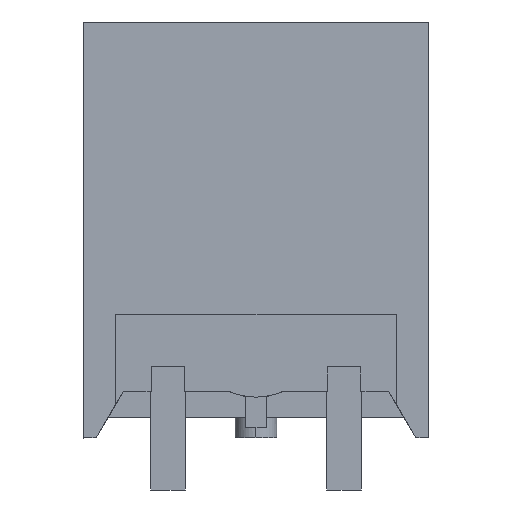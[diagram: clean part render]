
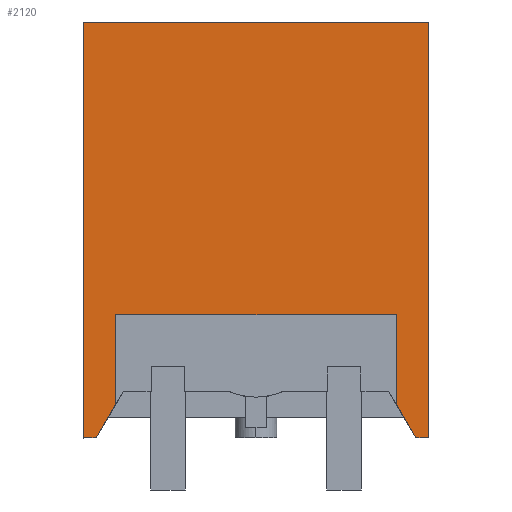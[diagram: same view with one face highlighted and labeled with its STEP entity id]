
A CAD part, front view. The second image highlights one B-rep face of the part: STEP entity #2120.
In plain terms, the highlighted planar face has unit normal (0, -1, 0).
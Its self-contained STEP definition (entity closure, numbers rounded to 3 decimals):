
#2101=AXIS2_PLACEMENT_3D('Plane Axis2P3D',#2098,#2099,#2100) ;
#1269=CARTESIAN_POINT('Vertex',(0.94,0.,2.481)) ;
#1272=CARTESIAN_POINT('Line Origine',(0.657,0.,1.991)) ;
#1276=CARTESIAN_POINT('Vertex',(0.373,0.,1.5)) ;
#1391=CARTESIAN_POINT('Vertex',(9.96,0.,13.5)) ;
#1394=CARTESIAN_POINT('Line Origine',(9.96,0.,7.5)) ;
#1398=CARTESIAN_POINT('Vertex',(9.96,0.,1.5)) ;
#1429=CARTESIAN_POINT('Line Origine',(9.773,0.,1.5)) ;
#1433=CARTESIAN_POINT('Vertex',(9.587,0.,1.5)) ;
#1473=CARTESIAN_POINT('Line Origine',(9.303,0.,1.991)) ;
#1477=CARTESIAN_POINT('Vertex',(9.02,0.,2.481)) ;
#1506=CARTESIAN_POINT('Line Origine',(0.187,0.,1.5)) ;
#1510=CARTESIAN_POINT('Vertex',(0.,0.,1.5)) ;
#1531=CARTESIAN_POINT('Line Origine',(0.,0.,7.5)) ;
#1535=CARTESIAN_POINT('Vertex',(0.,0.,13.5)) ;
#1847=CARTESIAN_POINT('Line Origine',(4.98,0.,5.05)) ;
#1851=CARTESIAN_POINT('Vertex',(9.02,0.,5.05)) ;
#1853=CARTESIAN_POINT('Vertex',(0.94,0.,5.05)) ;
#1879=CARTESIAN_POINT('Line Origine',(0.94,0.,3.766)) ;
#2009=CARTESIAN_POINT('Line Origine',(9.02,0.,3.766)) ;
#2098=CARTESIAN_POINT('Axis2P3D Location',(0.,0.,1.5)) ;
#2103=CARTESIAN_POINT('Line Origine',(4.98,0.,13.5)) ;
#1273=DIRECTION('Vector Direction',(-0.5,0.,-0.866)) ;
#1395=DIRECTION('Vector Direction',(0.,0.,1.)) ;
#1430=DIRECTION('Vector Direction',(1.,0.,0.)) ;
#1474=DIRECTION('Vector Direction',(-0.5,0.,0.866)) ;
#1507=DIRECTION('Vector Direction',(1.,0.,0.)) ;
#1532=DIRECTION('Vector Direction',(0.,0.,1.)) ;
#1848=DIRECTION('Vector Direction',(-1.,0.,0.)) ;
#1880=DIRECTION('Vector Direction',(0.,0.,-1.)) ;
#2010=DIRECTION('Vector Direction',(0.,0.,1.)) ;
#2099=DIRECTION('Axis2P3D Direction',(0.,1.,0.)) ;
#2100=DIRECTION('Axis2P3D XDirection',(0.,0.,-1.)) ;
#2104=DIRECTION('Vector Direction',(1.,0.,0.)) ;
#1274=VECTOR('Line Direction',#1273,1.) ;
#1396=VECTOR('Line Direction',#1395,1.) ;
#1431=VECTOR('Line Direction',#1430,1.) ;
#1475=VECTOR('Line Direction',#1474,1.) ;
#1508=VECTOR('Line Direction',#1507,1.) ;
#1533=VECTOR('Line Direction',#1532,1.) ;
#1849=VECTOR('Line Direction',#1848,1.) ;
#1881=VECTOR('Line Direction',#1880,1.) ;
#2011=VECTOR('Line Direction',#2010,1.) ;
#2105=VECTOR('Line Direction',#2104,1.) ;
#2109=ORIENTED_EDGE('',*,*,#2013,.F.) ;
#2110=ORIENTED_EDGE('',*,*,#1479,.F.) ;
#2111=ORIENTED_EDGE('',*,*,#1435,.T.) ;
#2112=ORIENTED_EDGE('',*,*,#1400,.T.) ;
#2113=ORIENTED_EDGE('',*,*,#2107,.F.) ;
#2114=ORIENTED_EDGE('',*,*,#1537,.F.) ;
#2115=ORIENTED_EDGE('',*,*,#1512,.T.) ;
#2116=ORIENTED_EDGE('',*,*,#1278,.F.) ;
#2117=ORIENTED_EDGE('',*,*,#1883,.F.) ;
#2118=ORIENTED_EDGE('',*,*,#1855,.F.) ;
#2120=ADVANCED_FACE('HOUSING',(#2119),#2102,.F.) ;
#1278=EDGE_CURVE('',#1270,#1277,#1275,.T.) ;
#1400=EDGE_CURVE('',#1399,#1392,#1397,.T.) ;
#1435=EDGE_CURVE('',#1434,#1399,#1432,.T.) ;
#1479=EDGE_CURVE('',#1434,#1478,#1476,.T.) ;
#1512=EDGE_CURVE('',#1511,#1277,#1509,.T.) ;
#1537=EDGE_CURVE('',#1511,#1536,#1534,.T.) ;
#1855=EDGE_CURVE('',#1852,#1854,#1850,.T.) ;
#1883=EDGE_CURVE('',#1854,#1270,#1882,.T.) ;
#2013=EDGE_CURVE('',#1478,#1852,#2012,.T.) ;
#2107=EDGE_CURVE('',#1536,#1392,#2106,.T.) ;
#2108=EDGE_LOOP('',(#2109,#2110,#2111,#2112,#2113,#2114,#2115,#2116,#2117,#2118)) ;
#2119=FACE_OUTER_BOUND('',#2108,.T.) ;
#1275=LINE('Line',#1272,#1274) ;
#1397=LINE('Line',#1394,#1396) ;
#1432=LINE('Line',#1429,#1431) ;
#1476=LINE('Line',#1473,#1475) ;
#1509=LINE('Line',#1506,#1508) ;
#1534=LINE('Line',#1531,#1533) ;
#1850=LINE('Line',#1847,#1849) ;
#1882=LINE('Line',#1879,#1881) ;
#2012=LINE('Line',#2009,#2011) ;
#2106=LINE('Line',#2103,#2105) ;
#2102=PLANE('',#2101) ;
#1270=VERTEX_POINT('',#1269) ;
#1277=VERTEX_POINT('',#1276) ;
#1392=VERTEX_POINT('',#1391) ;
#1399=VERTEX_POINT('',#1398) ;
#1434=VERTEX_POINT('',#1433) ;
#1478=VERTEX_POINT('',#1477) ;
#1511=VERTEX_POINT('',#1510) ;
#1536=VERTEX_POINT('',#1535) ;
#1852=VERTEX_POINT('',#1851) ;
#1854=VERTEX_POINT('',#1853) ;
